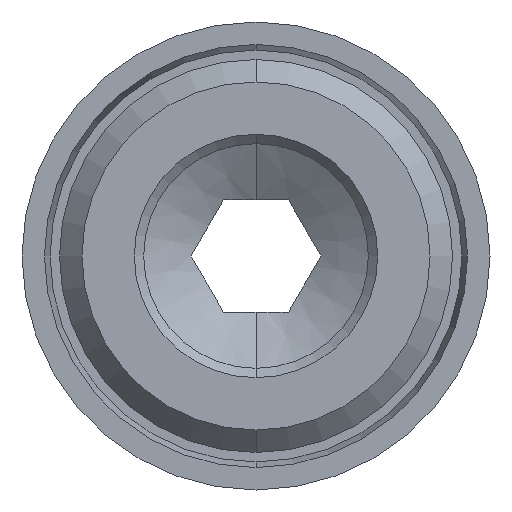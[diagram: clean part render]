
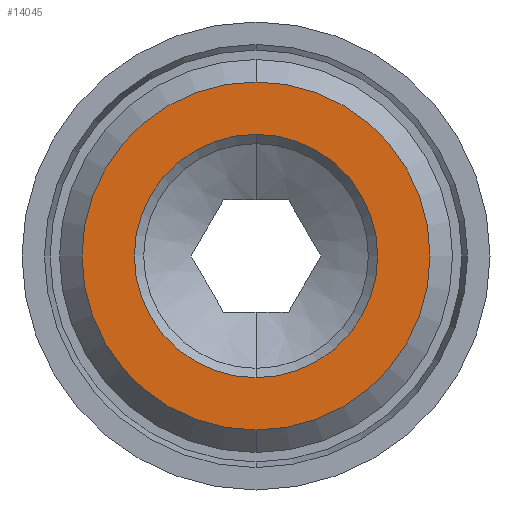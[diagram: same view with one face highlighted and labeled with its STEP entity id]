
A CAD part, front view. The second image highlights one B-rep face of the part: STEP entity #14045.
In plain terms, the highlighted planar face has unit normal (0, -1, 0).
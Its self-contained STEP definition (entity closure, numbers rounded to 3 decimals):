
#815 = EDGE_CURVE ( 'NONE', #5484, #13136, #10397, .T. ) ;
#817 = EDGE_CURVE ( 'NONE', #11672, #10155, #11027, .T. ) ;
#1030 = PLANE ( 'NONE',  #9284 ) ;
#2055 = EDGE_CURVE ( 'NONE', #10155, #11672, #12644, .T. ) ;
#2228 = EDGE_CURVE ( 'NONE', #13136, #5484, #5836, .T. ) ;
#3797 = CARTESIAN_POINT ( 'NONE',  ( 11.206, -1.713, -0.715 ) ) ;
#4050 = DIRECTION ( 'NONE',  ( 0., 0., -1. ) ) ;
#4612 = EDGE_LOOP ( 'NONE', ( #8086, #4657 ) ) ;
#4657 = ORIENTED_EDGE ( 'NONE', *, *, #817, .F. ) ;
#5097 = CARTESIAN_POINT ( 'NONE',  ( 7.917, -1.713, 5.785 ) ) ;
#5484 = VERTEX_POINT ( 'NONE', #3797 ) ;
#5526 = EDGE_LOOP ( 'NONE', ( #15153, #12408 ) ) ;
#5836 = CIRCLE ( 'NONE', #9383, 6.5 ) ;
#6144 = FACE_BOUND ( 'NONE', #5526, .T. ) ;
#7133 = CARTESIAN_POINT ( 'NONE',  ( 11.206, -1.713, 12.285 ) ) ;
#7275 = CARTESIAN_POINT ( 'NONE',  ( 11.206, -1.713, 5.785 ) ) ;
#7454 = DIRECTION ( 'NONE',  ( 0., 0., -1. ) ) ;
#7765 = DIRECTION ( 'NONE',  ( 0., -1., 0. ) ) ;
#8086 = ORIENTED_EDGE ( 'NONE', *, *, #2055, .F. ) ;
#8682 = AXIS2_PLACEMENT_3D ( 'NONE', #17473, #13594, #4050 ) ;
#8883 = FACE_OUTER_BOUND ( 'NONE', #4612, .T. ) ;
#9284 = AXIS2_PLACEMENT_3D ( 'NONE', #5097, #7765, #16119 ) ;
#9323 = DIRECTION ( 'NONE',  ( 0., 1., 0. ) ) ;
#9351 = CARTESIAN_POINT ( 'NONE',  ( 11.206, -1.713, 5.785 ) ) ;
#9383 = AXIS2_PLACEMENT_3D ( 'NONE', #7275, #10003, #7454 ) ;
#9571 = DIRECTION ( 'NONE',  ( 0., 0., 1. ) ) ;
#10003 = DIRECTION ( 'NONE',  ( 0., 1., 0. ) ) ;
#10155 = VERTEX_POINT ( 'NONE', #10455 ) ;
#10397 = CIRCLE ( 'NONE', #8682, 6.5 ) ;
#10455 = CARTESIAN_POINT ( 'NONE',  ( 11.206, -1.713, 15.083 ) ) ;
#10719 = DIRECTION ( 'NONE',  ( 0., 1., 0. ) ) ;
#11027 = CIRCLE ( 'NONE', #17215, 9.298 ) ;
#11672 = VERTEX_POINT ( 'NONE', #14801 ) ;
#12083 = AXIS2_PLACEMENT_3D ( 'NONE', #9351, #10719, #17623 ) ;
#12408 = ORIENTED_EDGE ( 'NONE', *, *, #2228, .T. ) ;
#12644 = CIRCLE ( 'NONE', #12083, 9.298 ) ;
#13136 = VERTEX_POINT ( 'NONE', #7133 ) ;
#13594 = DIRECTION ( 'NONE',  ( 0., 1., 0. ) ) ;
#14045 = ADVANCED_FACE ( 'NONE', ( #6144, #8883 ), #1030, .T. ) ;
#14801 = CARTESIAN_POINT ( 'NONE',  ( 11.206, -1.713, -3.512 ) ) ;
#15008 = CARTESIAN_POINT ( 'NONE',  ( 11.206, -1.713, 5.785 ) ) ;
#15153 = ORIENTED_EDGE ( 'NONE', *, *, #815, .T. ) ;
#16119 = DIRECTION ( 'NONE',  ( 0., 0., -1. ) ) ;
#17215 = AXIS2_PLACEMENT_3D ( 'NONE', #15008, #9323, #9571 ) ;
#17473 = CARTESIAN_POINT ( 'NONE',  ( 11.206, -1.713, 5.785 ) ) ;
#17623 = DIRECTION ( 'NONE',  ( 0., 0., 1. ) ) ;
